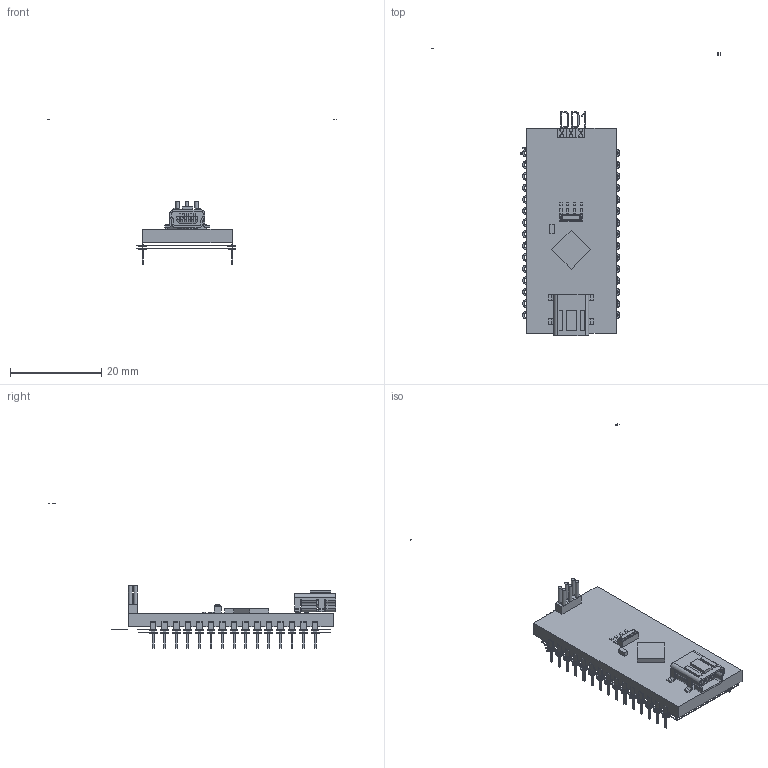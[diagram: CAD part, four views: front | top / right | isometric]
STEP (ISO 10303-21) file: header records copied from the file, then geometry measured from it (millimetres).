
FILE_DESCRIPTION(('STEP AP242'), '1');
FILE_NAME('Default file header', '2024-05-26T22:50:11', ('Default author'), ('Default organization'), 'C3D Converter', 'C3D Toolkit', 'Default authization');
FILE_SCHEMA(('AP242_MANAGED_MODEL_BASED_3D_ENGINEERING_MIM_LF { 1 0 10303 442 1 1 4 }'));
Length unit declared in the file: millimetre
Assembly tree (14 placements, depth 7):
  (unnamed)
    (unnamed)
      (unnamed)
      (unnamed)
        (unnamed)
        (unnamed)
          (unnamed)
            (unnamed)
            (unnamed)
          (unnamed)
            (unnamed)
              (unnamed)
          (unnamed)
      (unnamed)
    (unnamed)
Bounding box: 63.62 x 63.05 x 31.74 mm (x, y, z)
Volume: 2916.6 mm3; surface area: 3603.7 mm2
Topology: 195 solids, 195 shells, 1752 faces, 3954 edges, 2616 vertices
Faces by surface type: plane 1146, cylinder 518, extrusion 84, sphere 4
Full cylindrical faces by diameter (mm): 0.4 x2, 0.8 x8, 0.9 x2, 0.99 x60, 1 x180, 1.7 x120
Entity records: 63512 total; most frequent: CARTESIAN_POINT 11992, DIRECTION 7896, ORIENTED_EDGE 7156, EDGE_CURVE 3578, AXIS2_PLACEMENT_3D 2725, VERTEX_POINT 2616, EDGE_LOOP 2532, VECTOR 2446
